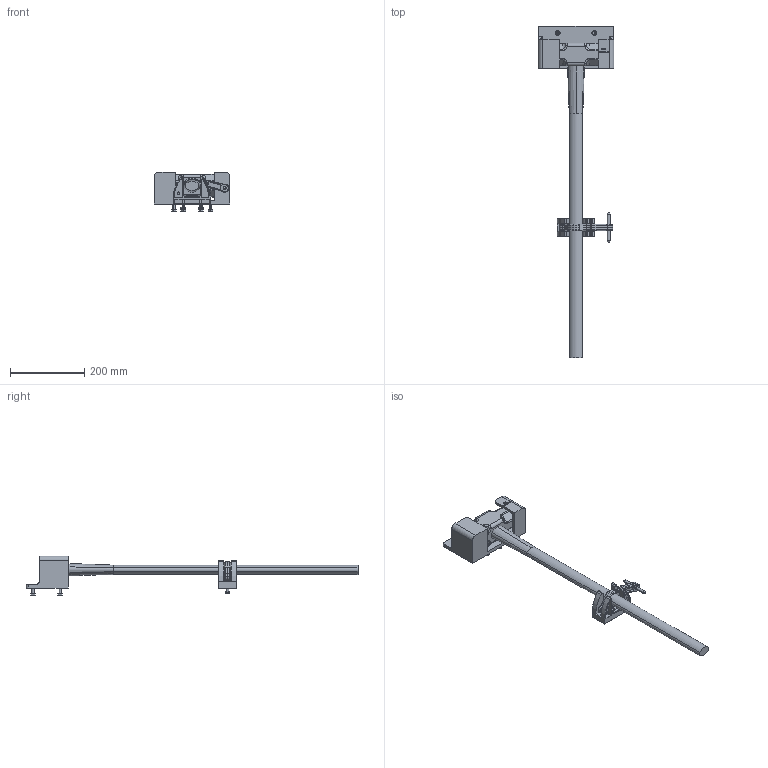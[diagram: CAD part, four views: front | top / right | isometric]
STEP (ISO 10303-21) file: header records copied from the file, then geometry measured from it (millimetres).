
FILE_DESCRIPTION (( 'STEP AP203' ), '1' );
FILE_NAME ('K5010-12.STEP', '2011-10-10T14:20:36', ( 'jgonzalez' ), ( '' ), 'SwSTEP 2.0', 'SolidWorks 2010', '' );
FILE_SCHEMA (( 'CONFIG_CONTROL_DESIGN' ));
Length unit declared in the file: inch
Products named in the file (12): 2032; 2031_CR-FHMS 0.25-20x0.75x0.75-N; 2069LN_MSHXNUT 0.250-20-S-N; 2032_3.875" spacing; K5010-12; 1010-12; sledge 2; 1004_In use; 1004 STRAP (BLACK) - in use; 1004  PAD; 1004 BASE; 1004  PIVOT PIN
Assembly tree (19 placements, depth 4):
  K5010-12
    sledge 2
    2032  x2
      2031_CR-FHMS 0.25-20x0.75x0.75-N
      2069LN_MSHXNUT 0.250-20-S-N
    2032_3.875" spacing
      2069LN_MSHXNUT 0.250-20-S-N  x2
      2031_CR-FHMS 0.25-20x0.75x0.75-N  x2
    1010-12
    1004_In use
      1004 STRAP (BLACK) - in use
      1004 BASE
      1004  PAD
      1004  PIVOT PIN
      2032
        2031_CR-FHMS 0.25-20x0.75x0.75-N  x2
        2069LN_MSHXNUT 0.250-20-S-N  x2
Bounding box: 204.47 x 897.13 x 108.08 mm (x, y, z)
Volume: 1670380.7 mm3; surface area: 299261.3 mm2
Topology: 25 solids, 25 shells, 1563 faces, 3714 edges, 2271 vertices
Faces by surface type: plane 592, cylinder 513, torus 180, cone 137, bspline 129, sphere 12
Entity records: 53889 total; most frequent: CARTESIAN_POINT 24624, ORIENTED_EDGE 5828, DIRECTION 5751, EDGE_CURVE 2914, AXIS2_PLACEMENT_3D 2112, VERTEX_POINT 1819, VECTOR 1527, LINE 1527
